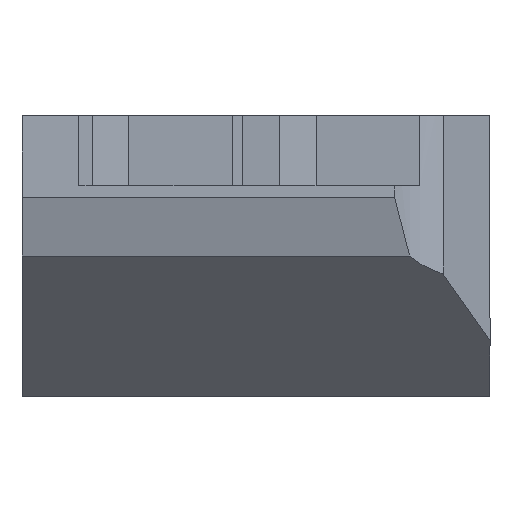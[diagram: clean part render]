
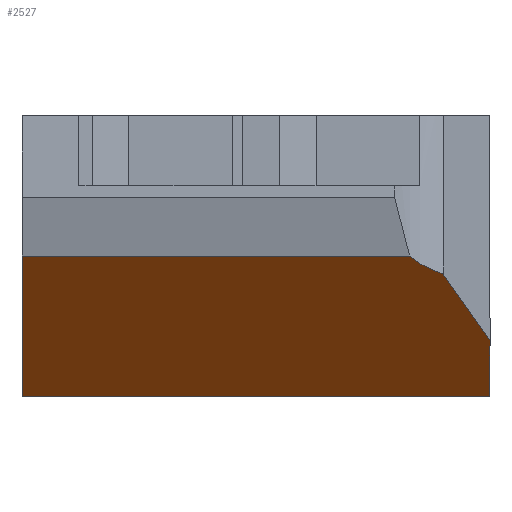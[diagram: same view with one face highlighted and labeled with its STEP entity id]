
A CAD part, left-side view. The second image highlights one B-rep face of the part: STEP entity #2527.
In plain terms, the highlighted planar face has unit normal (-0.707, 0, -0.707).
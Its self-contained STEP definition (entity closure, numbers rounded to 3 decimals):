
#200 = VERTEX_POINT ( 'NONE', #3244 ) ;
#209 = LINE ( 'NONE', #2345, #1583 ) ;
#230 = EDGE_LOOP ( 'NONE', ( #3948, #3766, #2731, #2217, #2415, #2012 ) ) ;
#428 = CARTESIAN_POINT ( 'NONE',  ( -98.979, -6.987, -6.351 ) ) ;
#740 = VERTEX_POINT ( 'NONE', #3609 ) ;
#800 = CARTESIAN_POINT ( 'NONE',  ( -98.718, -7.473, -6.612 ) ) ;
#837 = LINE ( 'NONE', #3838, #2562 ) ;
#936 = VECTOR ( 'NONE', #2064, 1000. ) ;
#1129 = EDGE_CURVE ( 'NONE', #3627, #1202, #209, .T. ) ;
#1141 = EDGE_CURVE ( 'NONE', #2300, #200, #3855, .T. ) ;
#1191 = VERTEX_POINT ( 'NONE', #3958 ) ;
#1202 = VERTEX_POINT ( 'NONE', #1632 ) ;
#1308 = VECTOR ( 'NONE', #3663, 1000. ) ;
#1309 = DIRECTION ( 'NONE',  ( -0.707, 0., 0.707 ) ) ;
#1443 = DIRECTION ( 'NONE',  ( 0., -1., 0. ) ) ;
#1583 = VECTOR ( 'NONE', #2051, 1000. ) ;
#1586 = EDGE_CURVE ( 'NONE', #200, #1191, #3201, .T. ) ;
#1620 = CARTESIAN_POINT ( 'NONE',  ( -99.33, 141.389, -6. ) ) ;
#1632 = CARTESIAN_POINT ( 'NONE',  ( -93.33, -10., -12. ) ) ;
#1642 = EDGE_CURVE ( 'NONE', #1191, #3627, #2073, .T. ) ;
#1738 = CARTESIAN_POINT ( 'NONE',  ( -93.33, 141.389, -12. ) ) ;
#1755 = CARTESIAN_POINT ( 'NONE',  ( -98.56, -8., -6.77 ) ) ;
#1951 = CARTESIAN_POINT ( 'NONE',  ( -154.327, 31.048, 48.996 ) ) ;
#2012 = ORIENTED_EDGE ( 'NONE', *, *, #1141, .F. ) ;
#2051 = DIRECTION ( 'NONE',  ( 0.707, 0., -0.707 ) ) ;
#2064 = DIRECTION ( 'NONE',  ( 0., -1., 0. ) ) ;
#2073 = LINE ( 'NONE', #1951, #1308 ) ;
#2217 = ORIENTED_EDGE ( 'NONE', *, *, #1642, .F. ) ;
#2300 = VERTEX_POINT ( 'NONE', #3299 ) ;
#2345 = CARTESIAN_POINT ( 'NONE',  ( -96.665, -10., -8.665 ) ) ;
#2413 = AXIS2_PLACEMENT_3D ( 'NONE', #1620, #3334, #1309 ) ;
#2415 = ORIENTED_EDGE ( 'NONE', *, *, #1586, .F. ) ;
#2469 = EDGE_CURVE ( 'NONE', #740, #2300, #837, .T. ) ;
#2484 = FACE_OUTER_BOUND ( 'NONE', #230, .T. ) ;
#2527 = ADVANCED_FACE ( 'NONE', ( #2484 ), #3069, .T. ) ;
#2562 = VECTOR ( 'NONE', #3238, 1000. ) ;
#2576 = CARTESIAN_POINT ( 'NONE',  ( -99.33, -6.563, -6. ) ) ;
#2627 = CARTESIAN_POINT ( 'NONE',  ( -99.33, 141.389, -6. ) ) ;
#2704 = CARTESIAN_POINT ( 'NONE',  ( -95.704, -10., -9.626 ) ) ;
#2731 = ORIENTED_EDGE ( 'NONE', *, *, #1129, .F. ) ;
#2855 = EDGE_CURVE ( 'NONE', #740, #1202, #3289, .T. ) ;
#3069 = PLANE ( 'NONE',  #2413 ) ;
#3150 = VECTOR ( 'NONE', #1443, 1000. ) ;
#3201 =( BOUNDED_CURVE ( )  B_SPLINE_CURVE ( 3, ( #2576, #428, #800, #1755 ),
 .UNSPECIFIED., .F., .F. ) 
 B_SPLINE_CURVE_WITH_KNOTS ( ( 4, 4 ),
 ( 5.591, 5.991 ),
 .UNSPECIFIED. ) 
 CURVE ( )  GEOMETRIC_REPRESENTATION_ITEM ( )  RATIONAL_B_SPLINE_CURVE ( ( 1., 0.987, 0.987, 1. ) ) 
 REPRESENTATION_ITEM ( '' )  );
#3238 = DIRECTION ( 'NONE',  ( -0.707, 0., 0.707 ) ) ;
#3244 = CARTESIAN_POINT ( 'NONE',  ( -99.33, -6.563, -6. ) ) ;
#3289 = LINE ( 'NONE', #1738, #3150 ) ;
#3299 = CARTESIAN_POINT ( 'NONE',  ( -99.33, 10., -6. ) ) ;
#3334 = DIRECTION ( 'NONE',  ( -0.707, 0., -0.707 ) ) ;
#3609 = CARTESIAN_POINT ( 'NONE',  ( -93.33, 10., -12. ) ) ;
#3627 = VERTEX_POINT ( 'NONE', #2704 ) ;
#3663 = DIRECTION ( 'NONE',  ( 0.634, -0.444, -0.634 ) ) ;
#3766 = ORIENTED_EDGE ( 'NONE', *, *, #2855, .T. ) ;
#3838 = CARTESIAN_POINT ( 'NONE',  ( -96.665, 10., -8.665 ) ) ;
#3855 = LINE ( 'NONE', #2627, #936 ) ;
#3948 = ORIENTED_EDGE ( 'NONE', *, *, #2469, .F. ) ;
#3958 = CARTESIAN_POINT ( 'NONE',  ( -98.56, -8., -6.77 ) ) ;
